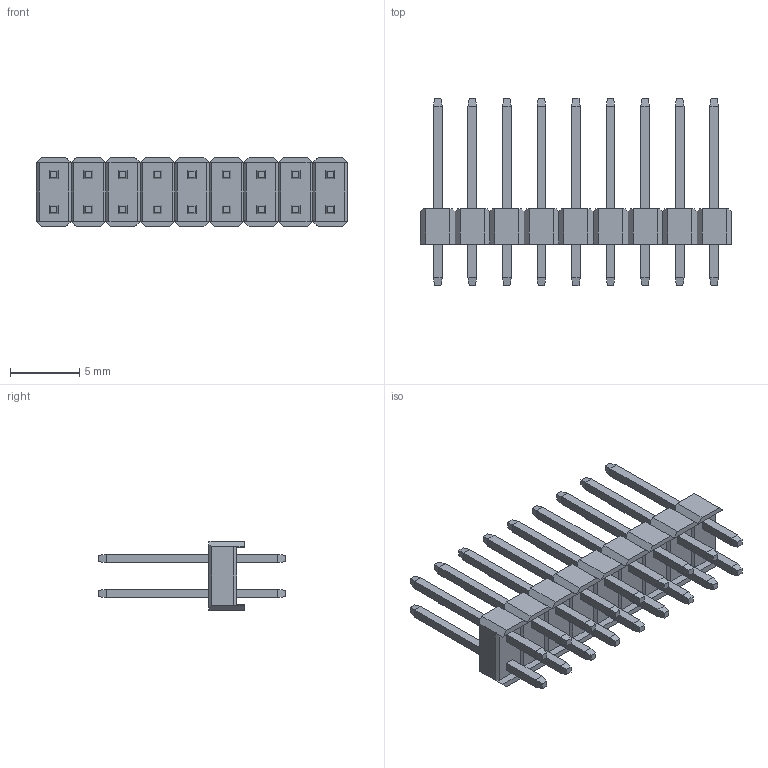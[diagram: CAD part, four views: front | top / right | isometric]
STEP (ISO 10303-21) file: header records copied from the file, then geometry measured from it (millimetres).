
FILE_DESCRIPTION (( 'STEP AP214' ), '1' );
FILE_NAME ('2x9 Male Pin Header.STEP', '2018-11-16T18:38:18', ( 'M.B.I.' ), ( '' ), 'SwSTEP 2.0', '', '' );
FILE_SCHEMA (( 'AUTOMOTIVE_DESIGN' ));
Length unit declared in the file: millimetre
Products named in the file (1): 2x9 Male Pin Header
Bounding box: 22.55 x 13.54 x 5 mm (x, y, z)
Volume: 308.6 mm3; surface area: 1099.7 mm2
Topology: 19 solids, 19 shells, 512 faces, 1256 edges, 782 vertices
Faces by surface type: plane 512
Entity records: 14800 total; most frequent: CARTESIAN_POINT 2551, ORIENTED_EDGE 2512, DIRECTION 2282, EDGE_CURVE 1256, VECTOR 1256, LINE 1256, VERTEX_POINT 782, EDGE_LOOP 548
